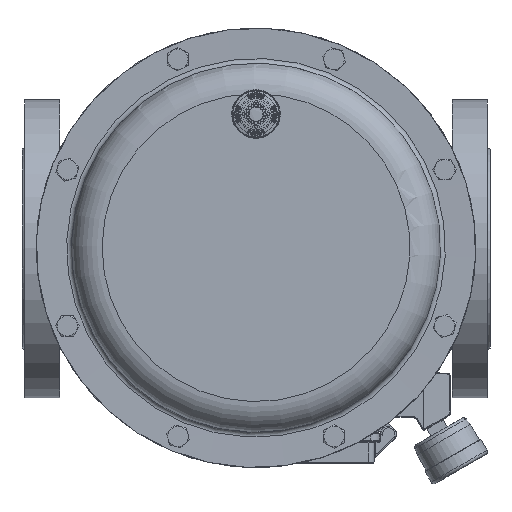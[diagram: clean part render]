
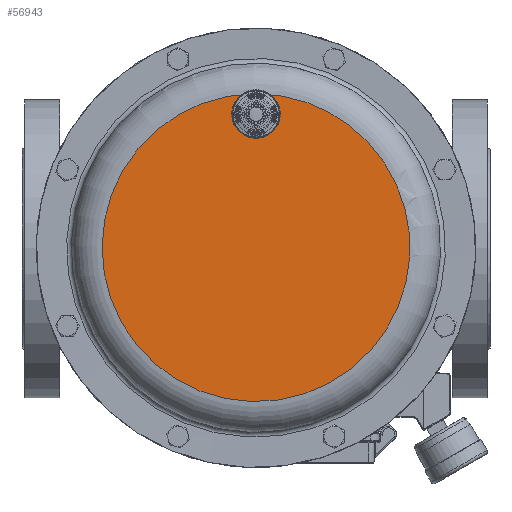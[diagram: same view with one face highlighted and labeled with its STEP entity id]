
A CAD part, top view. The second image highlights one B-rep face of the part: STEP entity #56943.
In plain terms, the highlighted planar face has unit normal (0, 0, 1).
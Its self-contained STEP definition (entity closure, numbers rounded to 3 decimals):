
#3304=PLANE('',#61780);
#7343=FACE_OUTER_BOUND('',#10706,.T.);
#10706=EDGE_LOOP('',(#45877,#45878,#45879,#45880));
#13253=CIRCLE('',#61019,13.05);
#13289=CIRCLE('',#61062,98.);
#13291=CIRCLE('',#61064,98.);
#13488=CIRCLE('',#61341,13.05);
#23986=VERTEX_POINT('',#110988);
#23987=VERTEX_POINT('',#110996);
#24074=VERTEX_POINT('',#112521);
#24075=VERTEX_POINT('',#112523);
#30905=EDGE_CURVE('',#23986,#23987,#13253,.T.);
#31003=EDGE_CURVE('',#24074,#24075,#13289,.T.);
#31005=EDGE_CURVE('',#23986,#24074,#13291,.T.);
#31285=EDGE_CURVE('',#23987,#24075,#13488,.T.);
#45877=ORIENTED_EDGE('',*,*,#31005,.F.);
#45878=ORIENTED_EDGE('',*,*,#30905,.T.);
#45879=ORIENTED_EDGE('',*,*,#31285,.T.);
#45880=ORIENTED_EDGE('',*,*,#31003,.F.);
#56943=ADVANCED_FACE('',(#7343),#3304,.F.);
#61019=AXIS2_PLACEMENT_3D('',#111003,#71663,#71664);
#61062=AXIS2_PLACEMENT_3D('',#112524,#71759,#71760);
#61064=AXIS2_PLACEMENT_3D('',#112526,#71763,#71764);
#61341=AXIS2_PLACEMENT_3D('',#113133,#72384,#72385);
#61780=AXIS2_PLACEMENT_3D('',#114898,#73472,#73473);
#71663=DIRECTION('center_axis',(0.,0.,
-1.));
#71664=DIRECTION('ref_axis',(-0.924,0.383,0.));
#71759=DIRECTION('center_axis',(0.,0.,
-1.));
#71760=DIRECTION('ref_axis',(-0.924,0.383,0.));
#71763=DIRECTION('center_axis',(0.,0.,
-1.));
#71764=DIRECTION('ref_axis',(-0.924,0.383,0.));
#72384=DIRECTION('center_axis',(0.,0.,
-1.));
#72385=DIRECTION('ref_axis',(-0.924,0.383,0.));
#73472=DIRECTION('center_axis',(0.,0.,
-1.));
#73473=DIRECTION('ref_axis',(-0.924,0.383,0.));
#110988=CARTESIAN_POINT('',(1.225,97.992,393.));
#110996=CARTESIAN_POINT('',(0.,71.95,393.));
#111003=CARTESIAN_POINT('Origin',(0.,85.,393.));
#112521=CARTESIAN_POINT('',(90.54,-37.503,393.));
#112523=CARTESIAN_POINT('',(-1.225,97.992,393.));
#112524=CARTESIAN_POINT('Origin',(0.,0.,
393.));
#112526=CARTESIAN_POINT('Origin',(0.,0.,
393.));
#113133=CARTESIAN_POINT('Origin',(0.,85.,393.));
#114898=CARTESIAN_POINT('Origin',(0.,0.,
393.));
